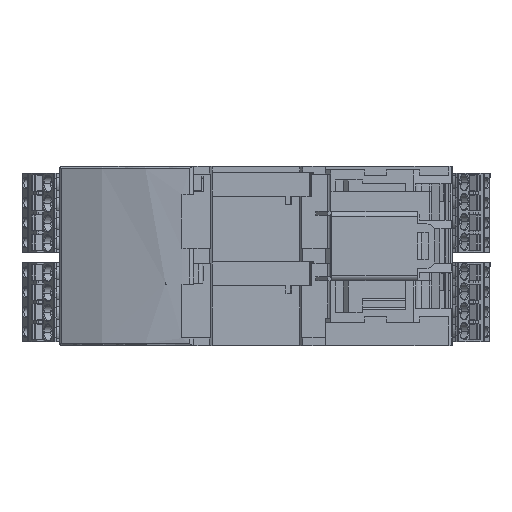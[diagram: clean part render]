
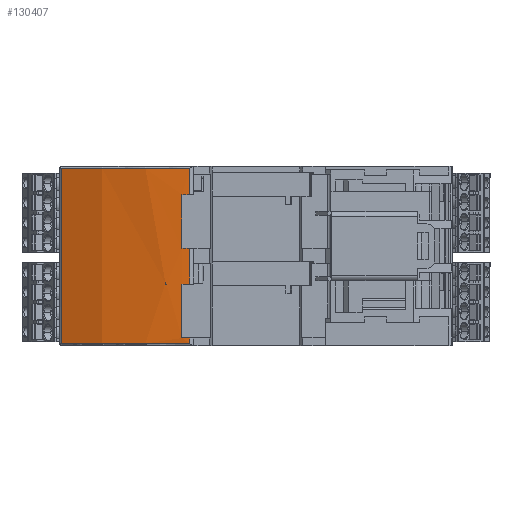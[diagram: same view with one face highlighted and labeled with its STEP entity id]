
A CAD part, left-side view. The second image highlights one B-rep face of the part: STEP entity #130407.
In plain terms, the highlighted cylindrical face has radius 80 mm (diameter 160 mm), a partial arc.
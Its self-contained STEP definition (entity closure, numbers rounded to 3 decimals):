
#4534=DIRECTION('',(0.,0.,-1.));
#4535=VECTOR('',#4534,44.2);
#4536=CARTESIAN_POINT('',(13.114,105.002,102.847));
#4537=LINE('',#4536,#4535);
#4542=DIRECTION('',(0.,0.,1.));
#4543=VECTOR('',#4542,13.6);
#4544=CARTESIAN_POINT('',(4.864,74.479,60.047));
#4545=LINE('',#4544,#4543);
#4546=DIRECTION('',(0.,0.,1.));
#4547=VECTOR('',#4546,1.4);
#4548=CARTESIAN_POINT('',(4.761,72.52,58.647));
#4549=LINE('',#4548,#4547);
#4550=DIRECTION('',(0.,0.,1.));
#4551=VECTOR('',#4550,13.6);
#4552=CARTESIAN_POINT('',(4.864,74.479,82.647));
#4553=LINE('',#4552,#4551);
#4554=CARTESIAN_POINT('',(5.249,78.679,73.947));
#4555=CARTESIAN_POINT('',(5.238,78.579,73.847));
#4556=CARTESIAN_POINT('',(5.226,78.479,73.747));
#4557=CARTESIAN_POINT('',(5.215,78.379,73.647));
#4559=DIRECTION('',(0.,0.,1.));
#4560=VECTOR('',#4559,0.3);
#4561=CARTESIAN_POINT('',(5.249,78.679,73.647));
#4562=LINE('',#4561,#4560);
#4567=CARTESIAN_POINT('',(84.695,69.279,73.647));
#4568=DIRECTION('',(0.,0.,-1.));
#4569=DIRECTION('',(-0.999,0.041,0.));
#4570=AXIS2_PLACEMENT_3D('',#4567,#4568,#4569);
#4633=CARTESIAN_POINT('',(84.695,69.279,73.647));
#4634=DIRECTION('',(0.,0.,1.));
#4635=DIRECTION('',(-0.993,0.118,0.));
#4636=AXIS2_PLACEMENT_3D('',#4633,#4634,#4635);
#22090=CARTESIAN_POINT('',(84.695,69.279,58.647));
#22091=DIRECTION('',(0.,0.,-1.));
#22092=DIRECTION('',(-0.999,0.041,0.));
#22093=AXIS2_PLACEMENT_3D('',#22090,#22091,#22092);
#22153=CARTESIAN_POINT('',(84.695,69.279,60.047));
#22154=DIRECTION('',(0.,0.,1.));
#22155=DIRECTION('',(-0.998,0.065,0.));
#22156=AXIS2_PLACEMENT_3D('',#22153,#22154,#22155);
#24349=CARTESIAN_POINT('',(84.695,69.279,82.647));
#24350=DIRECTION('',(0.,0.,1.));
#24351=DIRECTION('',(-0.998,0.065,0.));
#24352=AXIS2_PLACEMENT_3D('',#24349,#24350,#24351);
#24387=DIRECTION('',(0.,0.,-1.));
#24388=VECTOR('',#24387,9.);
#24389=CARTESIAN_POINT('',(4.761,72.52,82.647));
#24390=LINE('',#24389,#24388);
#24504=CARTESIAN_POINT('',(84.695,69.279,96.247));
#24505=DIRECTION('',(0.,0.,-1.));
#24506=DIRECTION('',(-0.999,0.041,0.));
#24507=AXIS2_PLACEMENT_3D('',#24504,#24505,#24506);
#24522=DIRECTION('',(0.,0.,-1.));
#24523=VECTOR('',#24522,6.6);
#24524=CARTESIAN_POINT('',(4.761,72.52,102.847));
#24525=LINE('',#24524,#24523);
#24683=CARTESIAN_POINT('',(84.695,69.279,102.847));
#24684=DIRECTION('',(0.,0.,1.));
#24685=DIRECTION('',(-0.895,0.447,0.));
#24686=AXIS2_PLACEMENT_3D('',#24683,#24684,#24685);
#24696=CARTESIAN_POINT('',(13.114,105.002,102.847));
#106930=CARTESIAN_POINT('',(4.761,72.52,
96.247));
#106932=VERTEX_POINT('',#106930);
#107486=VERTEX_POINT('',#24696);
#107851=CARTESIAN_POINT('',(4.761,72.52,
102.847));
#107852=VERTEX_POINT('',#107851);
#110513=CARTESIAN_POINT('',(4.864,74.479,
82.647));
#110514=CARTESIAN_POINT('',(4.761,72.52,
82.647));
#110515=VERTEX_POINT('',#110513);
#110516=VERTEX_POINT('',#110514);
#111205=CARTESIAN_POINT('',(4.761,72.52,
73.647));
#111206=VERTEX_POINT('',#111205);
#112587=CARTESIAN_POINT('',(4.864,74.479,
96.247));
#112588=VERTEX_POINT('',#112587);
#121323=CARTESIAN_POINT('',(4.761,72.52,
58.647));
#121324=CARTESIAN_POINT('',(4.761,72.52,
60.047));
#121325=VERTEX_POINT('',#121323);
#121326=VERTEX_POINT('',#121324);
#122290=CARTESIAN_POINT('',(4.864,74.479,
60.047));
#122291=VERTEX_POINT('',#122290);
#122456=CARTESIAN_POINT('',(5.249,78.679,
73.647));
#122458=VERTEX_POINT('',#122456);
#122490=CARTESIAN_POINT('',(13.114,105.002,
58.647));
#122491=VERTEX_POINT('',#122490);
#122958=CARTESIAN_POINT('',(4.864,74.479,
73.647));
#122959=VERTEX_POINT('',#122958);
#122960=CARTESIAN_POINT('',(5.215,78.379,
73.647));
#122962=VERTEX_POINT('',#122960);
#122964=CARTESIAN_POINT('',(5.249,78.679,
73.947));
#122965=VERTEX_POINT('',#122964);
#130369=CARTESIAN_POINT('',(84.695,69.279,
102.097));
#130370=DIRECTION('',(0.,0.,-1.));
#130371=DIRECTION('',(0.,1.,0.));
#130372=AXIS2_PLACEMENT_3D('',#130369,#130370,#130371);
#130373=CYLINDRICAL_SURFACE('',#130372,80.);
#130375=ORIENTED_EDGE('',*,*,#130374,.T.);
#130377=ORIENTED_EDGE('',*,*,#130376,.F.);
#130379=ORIENTED_EDGE('',*,*,#130378,.T.);
#130381=ORIENTED_EDGE('',*,*,#130380,.F.);
#130383=ORIENTED_EDGE('',*,*,#130382,.T.);
#130384=ORIENTED_EDGE('',*,*,#130348,.F.);
#130386=ORIENTED_EDGE('',*,*,#130385,.T.);
#130388=ORIENTED_EDGE('',*,*,#130387,.T.);
#130390=ORIENTED_EDGE('',*,*,#130389,.T.);
#130392=ORIENTED_EDGE('',*,*,#130391,.F.);
#130394=ORIENTED_EDGE('',*,*,#130393,.T.);
#130396=ORIENTED_EDGE('',*,*,#130395,.T.);
#130397=EDGE_LOOP('',(#130375,#130377,#130379,#130381,#130383,#130384,#130386,
#130388,#130390,#130392,#130394,#130396));
#130398=FACE_OUTER_BOUND('',#130397,.F.);
#130400=ORIENTED_EDGE('',*,*,#130399,.F.);
#130402=ORIENTED_EDGE('',*,*,#130401,.F.);
#130404=ORIENTED_EDGE('',*,*,#130403,.T.);
#130405=EDGE_LOOP('',(#130400,#130402,#130404));
#130406=FACE_BOUND('',#130405,.F.);
#130407=ADVANCED_FACE('',(#130398,#130406),#130373,.T.);
#4558=B_SPLINE_CURVE_WITH_KNOTS('',3,(#4554,#4555,#4556,#4557),.UNSPECIFIED.,
.F.,.F.,(4,4),(0.,1.),.UNSPECIFIED.);
#4571=CIRCLE('',#4570,80.);
#4637=CIRCLE('',#4636,80.);
#22094=CIRCLE('',#22093,80.);
#22157=CIRCLE('',#22156,80.);
#24353=CIRCLE('',#24352,80.);
#24508=CIRCLE('',#24507,80.);
#24687=CIRCLE('',#24686,80.);
#130348=EDGE_CURVE('',#107486,#122491,#4537,.T.);
#130374=EDGE_CURVE('',#111206,#122959,#4571,.T.);
#130376=EDGE_CURVE('',#122291,#122959,#4545,.T.);
#130378=EDGE_CURVE('',#122291,#121326,#22157,.T.);
#130380=EDGE_CURVE('',#121325,#121326,#4549,.T.);
#130382=EDGE_CURVE('',#121325,#122491,#22094,.T.);
#130385=EDGE_CURVE('',#107486,#107852,#24687,.T.);
#130387=EDGE_CURVE('',#107852,#106932,#24525,.T.);
#130389=EDGE_CURVE('',#106932,#112588,#24508,.T.);
#130391=EDGE_CURVE('',#110515,#112588,#4553,.T.);
#130393=EDGE_CURVE('',#110515,#110516,#24353,.T.);
#130395=EDGE_CURVE('',#110516,#111206,#24390,.T.);
#130399=EDGE_CURVE('',#122965,#122962,#4558,.T.);
#130401=EDGE_CURVE('',#122458,#122965,#4562,.T.);
#130403=EDGE_CURVE('',#122458,#122962,#4637,.T.);
